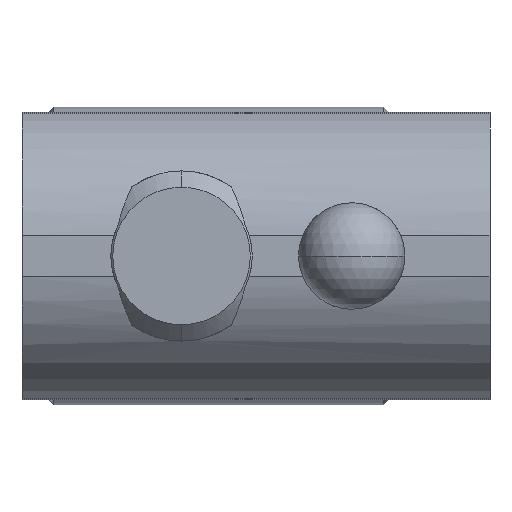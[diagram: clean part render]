
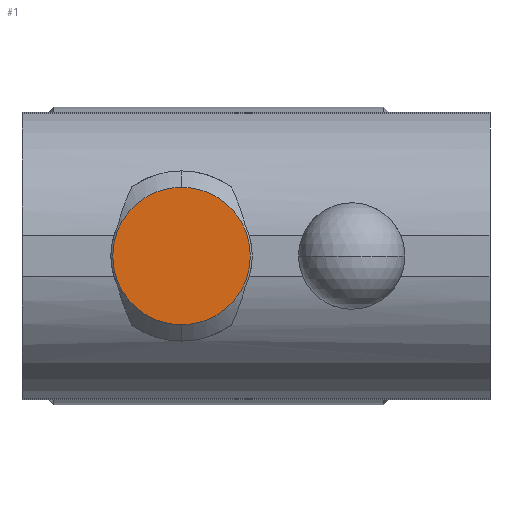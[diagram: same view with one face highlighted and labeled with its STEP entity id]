
A CAD part, front view. The second image highlights one B-rep face of the part: STEP entity #1.
In plain terms, the highlighted planar face has unit normal (0, -1, 0).
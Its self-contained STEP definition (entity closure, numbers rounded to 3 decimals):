
#1 = ADVANCED_FACE ( 'NONE', ( #463 ), #2270, .F. ) ;
#17 = DIRECTION ( 'NONE',  ( 0., 1., 0. ) ) ;
#222 = DIRECTION ( 'NONE',  ( 0., -1., 0. ) ) ;
#258 = CARTESIAN_POINT ( 'NONE',  ( 0., -30.7, -3.233 ) ) ;
#463 = FACE_OUTER_BOUND ( 'NONE', #1657, .T. ) ;
#922 = DIRECTION ( 'NONE',  ( 0., 0., -1. ) ) ;
#1164 = DIRECTION ( 'NONE',  ( 0., 0., -1. ) ) ;
#1168 = DIRECTION ( 'NONE',  ( 1., 0., 0. ) ) ;
#1178 = DIRECTION ( 'NONE',  ( 0., -1., 0. ) ) ;
#1196 = AXIS2_PLACEMENT_3D ( 'NONE', #1358, #1178, #1164 ) ;
#1358 = CARTESIAN_POINT ( 'NONE',  ( 0., -30.7, 0. ) ) ;
#1602 = CARTESIAN_POINT ( 'NONE',  ( 0., -30.7, 3.233 ) ) ;
#1608 = ORIENTED_EDGE ( 'NONE', *, *, #2141, .T. ) ;
#1609 = CIRCLE ( 'NONE', #1662, 3.233 ) ;
#1657 = EDGE_LOOP ( 'NONE', ( #1899, #1608 ) ) ;
#1662 = AXIS2_PLACEMENT_3D ( 'NONE', #2195, #222, #922 ) ;
#1679 = VERTEX_POINT ( 'NONE', #258 ) ;
#1899 = ORIENTED_EDGE ( 'NONE', *, *, #2751, .T. ) ;
#1904 = AXIS2_PLACEMENT_3D ( 'NONE', #2309, #17, #1168 ) ;
#2141 = EDGE_CURVE ( 'NONE', #1679, #2498, #1609, .T. ) ;
#2195 = CARTESIAN_POINT ( 'NONE',  ( 0., -30.7, 0. ) ) ;
#2270 = PLANE ( 'NONE',  #1904 ) ;
#2309 = CARTESIAN_POINT ( 'NONE',  ( 3.233, -30.7, 0. ) ) ;
#2477 = CIRCLE ( 'NONE', #1196, 3.233 ) ;
#2498 = VERTEX_POINT ( 'NONE', #1602 ) ;
#2751 = EDGE_CURVE ( 'NONE', #2498, #1679, #2477, .T. ) ;
